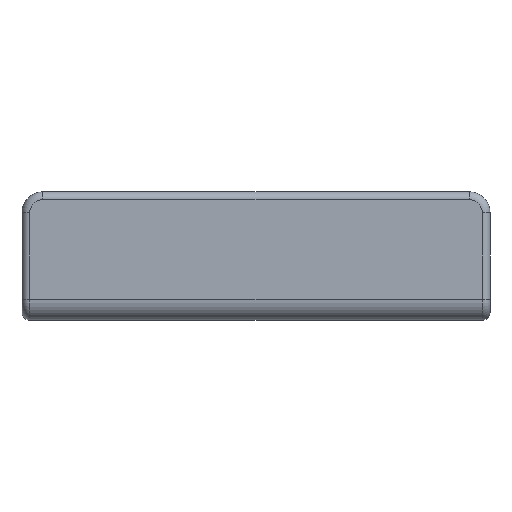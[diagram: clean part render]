
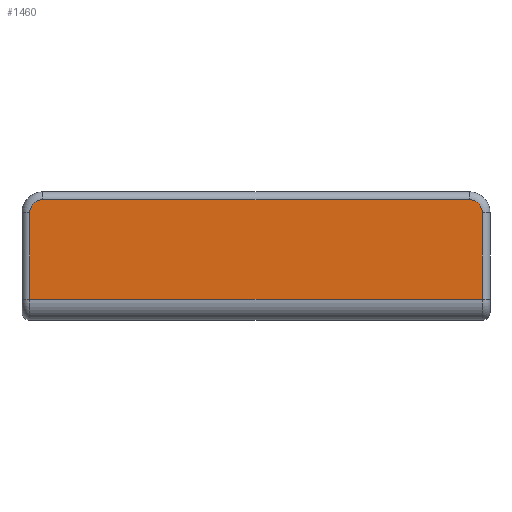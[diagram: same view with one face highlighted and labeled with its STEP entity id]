
A CAD part, front view. The second image highlights one B-rep face of the part: STEP entity #1460.
In plain terms, the highlighted planar face has unit normal (0, -1, 0).
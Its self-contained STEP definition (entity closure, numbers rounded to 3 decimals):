
#72 = CYLINDRICAL_SURFACE('',#73,1.5);
#73 = AXIS2_PLACEMENT_3D('',#74,#75,#76);
#74 = CARTESIAN_POINT('',(-43.8,-11.55,-16.24));
#75 = DIRECTION('',(0.,0.,1.));
#76 = DIRECTION('',(-1.,0.,0.));
#389 = TOROIDAL_SURFACE('',#390,2.5,1.5);
#390 = AXIS2_PLACEMENT_3D('',#391,#392,#393);
#391 = CARTESIAN_POINT('',(-41.3,-11.55,0.6));
#392 = DIRECTION('',(-0.,-1.,-0.));
#393 = DIRECTION('',(-1.,0.,0.));
#455 = VERTEX_POINT('',#456);
#456 = CARTESIAN_POINT('',(-43.8,-13.05,-16.24));
#476 = EDGE_CURVE('',#455,#477,#479,.T.);
#477 = VERTEX_POINT('',#478);
#478 = CARTESIAN_POINT('',(-43.8,-13.05,0.6));
#479 = SURFACE_CURVE('',#480,(#484,#491),.PCURVE_S1.);
#480 = LINE('',#481,#482);
#481 = CARTESIAN_POINT('',(-43.8,-13.05,-16.24));
#482 = VECTOR('',#483,1.);
#483 = DIRECTION('',(0.,0.,1.));
#484 = PCURVE('',#72,#485);
#485 = DEFINITIONAL_REPRESENTATION('',(#486),#490);
#486 = LINE('',#487,#488);
#487 = CARTESIAN_POINT('',(1.571,0.));
#488 = VECTOR('',#489,1.);
#489 = DIRECTION('',(0.,1.));
#490 = ( GEOMETRIC_REPRESENTATION_CONTEXT(2) 
PARAMETRIC_REPRESENTATION_CONTEXT() REPRESENTATION_CONTEXT('2D SPACE',''
  ) );
#491 = PCURVE('',#492,#497);
#492 = PLANE('',#493);
#493 = AXIS2_PLACEMENT_3D('',#494,#495,#496);
#494 = CARTESIAN_POINT('',(-45.3,-13.05,-20.24));
#495 = DIRECTION('',(0.,1.,0.));
#496 = DIRECTION('',(0.,0.,1.));
#497 = DEFINITIONAL_REPRESENTATION('',(#498),#502);
#498 = LINE('',#499,#500);
#499 = CARTESIAN_POINT('',(4.,1.5));
#500 = VECTOR('',#501,1.);
#501 = DIRECTION('',(1.,0.));
#502 = ( GEOMETRIC_REPRESENTATION_CONTEXT(2) 
PARAMETRIC_REPRESENTATION_CONTEXT() REPRESENTATION_CONTEXT('2D SPACE',''
  ) );
#775 = CYLINDRICAL_SURFACE('',#776,4.);
#776 = AXIS2_PLACEMENT_3D('',#777,#778,#779);
#777 = CARTESIAN_POINT('',(-45.3,-9.05,-16.24));
#778 = DIRECTION('',(1.,0.,0.));
#779 = DIRECTION('',(0.,-1.,0.));
#1364 = VERTEX_POINT('',#1365);
#1365 = CARTESIAN_POINT('',(-41.3,-13.05,3.1));
#1379 = CYLINDRICAL_SURFACE('',#1380,1.5);
#1380 = AXIS2_PLACEMENT_3D('',#1381,#1382,#1383);
#1381 = CARTESIAN_POINT('',(-41.3,-11.55,3.1));
#1382 = DIRECTION('',(1.,0.,0.));
#1383 = DIRECTION('',(0.,0.,1.));
#1390 = EDGE_CURVE('',#477,#1364,#1391,.T.);
#1391 = SURFACE_CURVE('',#1392,(#1397,#1404),.PCURVE_S1.);
#1392 = CIRCLE('',#1393,2.5);
#1393 = AXIS2_PLACEMENT_3D('',#1394,#1395,#1396);
#1394 = CARTESIAN_POINT('',(-41.3,-13.05,0.6));
#1395 = DIRECTION('',(0.,1.,-0.));
#1396 = DIRECTION('',(-1.,0.,0.));
#1397 = PCURVE('',#389,#1398);
#1398 = DEFINITIONAL_REPRESENTATION('',(#1399),#1403);
#1399 = LINE('',#1400,#1401);
#1400 = CARTESIAN_POINT('',(-0.,1.571));
#1401 = VECTOR('',#1402,1.);
#1402 = DIRECTION('',(-1.,0.));
#1403 = ( GEOMETRIC_REPRESENTATION_CONTEXT(2) 
PARAMETRIC_REPRESENTATION_CONTEXT() REPRESENTATION_CONTEXT('2D SPACE',''
  ) );
#1404 = PCURVE('',#492,#1405);
#1405 = DEFINITIONAL_REPRESENTATION('',(#1406),#1410);
#1406 = CIRCLE('',#1407,2.5);
#1407 = AXIS2_PLACEMENT_2D('',#1408,#1409);
#1408 = CARTESIAN_POINT('',(20.84,4.));
#1409 = DIRECTION('',(0.,-1.));
#1410 = ( GEOMETRIC_REPRESENTATION_CONTEXT(2) 
PARAMETRIC_REPRESENTATION_CONTEXT() REPRESENTATION_CONTEXT('2D SPACE',''
  ) );
#1460 = ADVANCED_FACE('',(#1461),#492,.F.);
#1461 = FACE_BOUND('',#1462,.F.);
#1462 = EDGE_LOOP('',(#1463,#1486,#1487,#1488,#1511,#1540));
#1463 = ORIENTED_EDGE('',*,*,#1464,.F.);
#1464 = EDGE_CURVE('',#455,#1465,#1467,.T.);
#1465 = VERTEX_POINT('',#1466);
#1466 = CARTESIAN_POINT('',(43.8,-13.05,-16.24));
#1467 = SURFACE_CURVE('',#1468,(#1472,#1479),.PCURVE_S1.);
#1468 = LINE('',#1469,#1470);
#1469 = CARTESIAN_POINT('',(-45.3,-13.05,-16.24));
#1470 = VECTOR('',#1471,1.);
#1471 = DIRECTION('',(1.,0.,0.));
#1472 = PCURVE('',#492,#1473);
#1473 = DEFINITIONAL_REPRESENTATION('',(#1474),#1478);
#1474 = LINE('',#1475,#1476);
#1475 = CARTESIAN_POINT('',(4.,0.));
#1476 = VECTOR('',#1477,1.);
#1477 = DIRECTION('',(0.,1.));
#1478 = ( GEOMETRIC_REPRESENTATION_CONTEXT(2) 
PARAMETRIC_REPRESENTATION_CONTEXT() REPRESENTATION_CONTEXT('2D SPACE',''
  ) );
#1479 = PCURVE('',#775,#1480);
#1480 = DEFINITIONAL_REPRESENTATION('',(#1481),#1485);
#1481 = LINE('',#1482,#1483);
#1482 = CARTESIAN_POINT('',(0.,0.));
#1483 = VECTOR('',#1484,1.);
#1484 = DIRECTION('',(0.,1.));
#1485 = ( GEOMETRIC_REPRESENTATION_CONTEXT(2) 
PARAMETRIC_REPRESENTATION_CONTEXT() REPRESENTATION_CONTEXT('2D SPACE',''
  ) );
#1486 = ORIENTED_EDGE('',*,*,#476,.T.);
#1487 = ORIENTED_EDGE('',*,*,#1390,.T.);
#1488 = ORIENTED_EDGE('',*,*,#1489,.T.);
#1489 = EDGE_CURVE('',#1364,#1490,#1492,.T.);
#1490 = VERTEX_POINT('',#1491);
#1491 = CARTESIAN_POINT('',(41.3,-13.05,3.1));
#1492 = SURFACE_CURVE('',#1493,(#1497,#1504),.PCURVE_S1.);
#1493 = LINE('',#1494,#1495);
#1494 = CARTESIAN_POINT('',(-41.3,-13.05,3.1));
#1495 = VECTOR('',#1496,1.);
#1496 = DIRECTION('',(1.,0.,0.));
#1497 = PCURVE('',#492,#1498);
#1498 = DEFINITIONAL_REPRESENTATION('',(#1499),#1503);
#1499 = LINE('',#1500,#1501);
#1500 = CARTESIAN_POINT('',(23.34,4.));
#1501 = VECTOR('',#1502,1.);
#1502 = DIRECTION('',(0.,1.));
#1503 = ( GEOMETRIC_REPRESENTATION_CONTEXT(2) 
PARAMETRIC_REPRESENTATION_CONTEXT() REPRESENTATION_CONTEXT('2D SPACE',''
  ) );
#1504 = PCURVE('',#1379,#1505);
#1505 = DEFINITIONAL_REPRESENTATION('',(#1506),#1510);
#1506 = LINE('',#1507,#1508);
#1507 = CARTESIAN_POINT('',(1.571,0.));
#1508 = VECTOR('',#1509,1.);
#1509 = DIRECTION('',(0.,1.));
#1510 = ( GEOMETRIC_REPRESENTATION_CONTEXT(2) 
PARAMETRIC_REPRESENTATION_CONTEXT() REPRESENTATION_CONTEXT('2D SPACE',''
  ) );
#1511 = ORIENTED_EDGE('',*,*,#1512,.T.);
#1512 = EDGE_CURVE('',#1490,#1513,#1515,.T.);
#1513 = VERTEX_POINT('',#1514);
#1514 = CARTESIAN_POINT('',(43.8,-13.05,0.6));
#1515 = SURFACE_CURVE('',#1516,(#1521,#1528),.PCURVE_S1.);
#1516 = CIRCLE('',#1517,2.5);
#1517 = AXIS2_PLACEMENT_3D('',#1518,#1519,#1520);
#1518 = CARTESIAN_POINT('',(41.3,-13.05,0.6));
#1519 = DIRECTION('',(0.,1.,0.));
#1520 = DIRECTION('',(0.,0.,1.));
#1521 = PCURVE('',#492,#1522);
#1522 = DEFINITIONAL_REPRESENTATION('',(#1523),#1527);
#1523 = CIRCLE('',#1524,2.5);
#1524 = AXIS2_PLACEMENT_2D('',#1525,#1526);
#1525 = CARTESIAN_POINT('',(20.84,86.6));
#1526 = DIRECTION('',(1.,0.));
#1527 = ( GEOMETRIC_REPRESENTATION_CONTEXT(2) 
PARAMETRIC_REPRESENTATION_CONTEXT() REPRESENTATION_CONTEXT('2D SPACE',''
  ) );
#1528 = PCURVE('',#1529,#1534);
#1529 = TOROIDAL_SURFACE('',#1530,2.5,1.5);
#1530 = AXIS2_PLACEMENT_3D('',#1531,#1532,#1533);
#1531 = CARTESIAN_POINT('',(41.3,-11.55,0.6));
#1532 = DIRECTION('',(-0.,-1.,-0.));
#1533 = DIRECTION('',(0.,0.,1.));
#1534 = DEFINITIONAL_REPRESENTATION('',(#1535),#1539);
#1535 = LINE('',#1536,#1537);
#1536 = CARTESIAN_POINT('',(-0.,1.571));
#1537 = VECTOR('',#1538,1.);
#1538 = DIRECTION('',(-1.,0.));
#1539 = ( GEOMETRIC_REPRESENTATION_CONTEXT(2) 
PARAMETRIC_REPRESENTATION_CONTEXT() REPRESENTATION_CONTEXT('2D SPACE',''
  ) );
#1540 = ORIENTED_EDGE('',*,*,#1541,.T.);
#1541 = EDGE_CURVE('',#1513,#1465,#1542,.T.);
#1542 = SURFACE_CURVE('',#1543,(#1547,#1554),.PCURVE_S1.);
#1543 = LINE('',#1544,#1545);
#1544 = CARTESIAN_POINT('',(43.8,-13.05,0.6));
#1545 = VECTOR('',#1546,1.);
#1546 = DIRECTION('',(-0.,-0.,-1.));
#1547 = PCURVE('',#492,#1548);
#1548 = DEFINITIONAL_REPRESENTATION('',(#1549),#1553);
#1549 = LINE('',#1550,#1551);
#1550 = CARTESIAN_POINT('',(20.84,89.1));
#1551 = VECTOR('',#1552,1.);
#1552 = DIRECTION('',(-1.,-0.));
#1553 = ( GEOMETRIC_REPRESENTATION_CONTEXT(2) 
PARAMETRIC_REPRESENTATION_CONTEXT() REPRESENTATION_CONTEXT('2D SPACE',''
  ) );
#1554 = PCURVE('',#1555,#1560);
#1555 = CYLINDRICAL_SURFACE('',#1556,1.5);
#1556 = AXIS2_PLACEMENT_3D('',#1557,#1558,#1559);
#1557 = CARTESIAN_POINT('',(43.8,-11.55,0.6));
#1558 = DIRECTION('',(-0.,-0.,-1.));
#1559 = DIRECTION('',(1.,0.,0.));
#1560 = DEFINITIONAL_REPRESENTATION('',(#1561),#1565);
#1561 = LINE('',#1562,#1563);
#1562 = CARTESIAN_POINT('',(1.571,0.));
#1563 = VECTOR('',#1564,1.);
#1564 = DIRECTION('',(0.,1.));
#1565 = ( GEOMETRIC_REPRESENTATION_CONTEXT(2) 
PARAMETRIC_REPRESENTATION_CONTEXT() REPRESENTATION_CONTEXT('2D SPACE',''
  ) );
